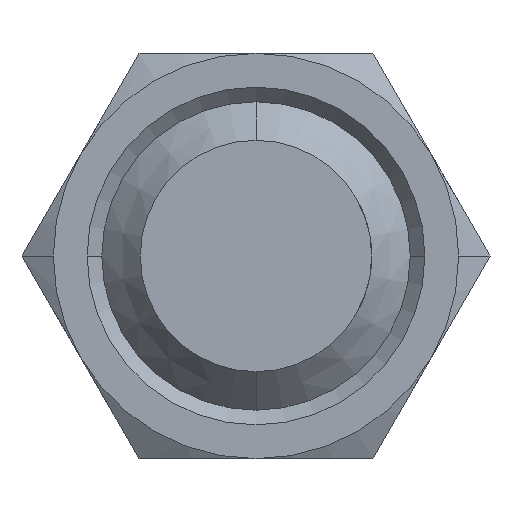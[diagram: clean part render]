
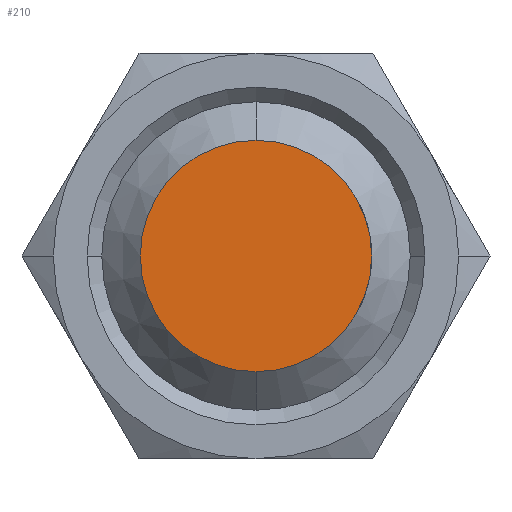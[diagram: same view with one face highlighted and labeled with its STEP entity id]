
A CAD part, front view. The second image highlights one B-rep face of the part: STEP entity #210.
In plain terms, the highlighted planar face has unit normal (0, -1, 0).
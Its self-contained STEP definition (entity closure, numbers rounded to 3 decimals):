
#40=CARTESIAN_POINT('',(0.,-52.,0.));
#41=DIRECTION('',(0.,1.,0.));
#42=DIRECTION('',(0.,0.,1.));
#43=AXIS2_PLACEMENT_3D('',#40,#41,#42);
#45=CARTESIAN_POINT('',(0.,-52.,0.));
#46=DIRECTION('',(0.,1.,0.));
#47=DIRECTION('',(0.,0.,-1.));
#48=AXIS2_PLACEMENT_3D('',#45,#46,#47);
#173=CARTESIAN_POINT('',(0.,-52.,3.));
#174=CARTESIAN_POINT('',(0.,-52.,-3.));
#175=VERTEX_POINT('',#173);
#176=VERTEX_POINT('',#174);
#199=CARTESIAN_POINT('',(0.,-52.,0.));
#200=DIRECTION('',(0.,1.,0.));
#201=DIRECTION('',(0.,0.,-1.));
#202=AXIS2_PLACEMENT_3D('',#199,#200,#201);
#203=PLANE('',#202);
#205=ORIENTED_EDGE('',*,*,#204,.T.);
#207=ORIENTED_EDGE('',*,*,#206,.T.);
#208=EDGE_LOOP('',(#205,#207));
#209=FACE_OUTER_BOUND('',#208,.F.);
#210=ADVANCED_FACE('',(#209),#203,.F.);
#44=CIRCLE('',#43,3.);
#49=CIRCLE('',#48,3.);
#204=EDGE_CURVE('',#175,#176,#44,.T.);
#206=EDGE_CURVE('',#176,#175,#49,.T.);
